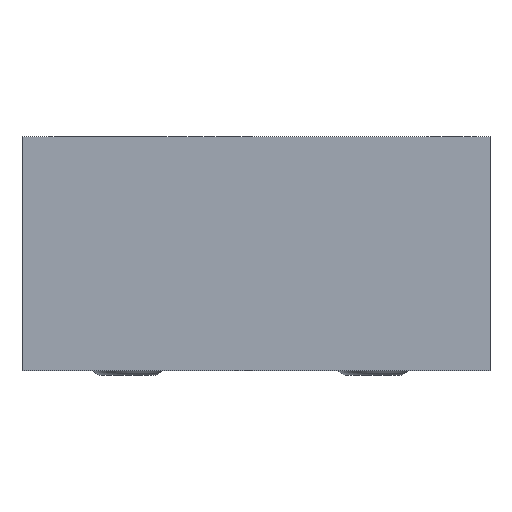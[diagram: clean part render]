
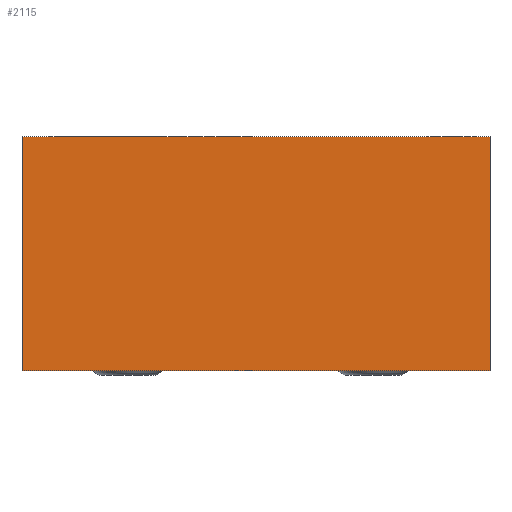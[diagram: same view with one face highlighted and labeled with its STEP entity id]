
A CAD part, front view. The second image highlights one B-rep face of the part: STEP entity #2115.
In plain terms, the highlighted planar face has unit normal (0, -1, 0).
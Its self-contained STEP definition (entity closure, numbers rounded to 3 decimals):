
#240=DIRECTION('',(0.,0.,-1.));
#241=VECTOR('',#240,31.75);
#242=CARTESIAN_POINT('',(-31.75,-23.114,15.875));
#243=LINE('',#242,#241);
#244=DIRECTION('',(-1.,0.,0.));
#245=VECTOR('',#244,63.5);
#246=CARTESIAN_POINT('',(31.75,-23.114,15.875));
#247=LINE('',#246,#245);
#248=DIRECTION('',(0.,0.,1.));
#249=VECTOR('',#248,31.75);
#250=CARTESIAN_POINT('',(31.75,-23.114,-15.875));
#251=LINE('',#250,#249);
#252=DIRECTION('',(1.,0.,0.));
#253=VECTOR('',#252,63.5);
#254=CARTESIAN_POINT('',(-31.75,-23.114,-15.875));
#255=LINE('',#254,#253);
#1808=CARTESIAN_POINT('',(-31.75,-23.114,15.875));
#1809=CARTESIAN_POINT('',(-31.75,-23.114,-15.875));
#1810=VERTEX_POINT('',#1808);
#1811=VERTEX_POINT('',#1809);
#1812=CARTESIAN_POINT('',(31.75,-23.114,-15.875));
#1813=VERTEX_POINT('',#1812);
#1814=CARTESIAN_POINT('',(31.75,-23.114,15.875));
#1815=VERTEX_POINT('',#1814);
#2104=CARTESIAN_POINT('',(0.,-23.114,0.));
#2105=DIRECTION('',(0.,-1.,0.));
#2106=DIRECTION('',(1.,0.,0.));
#2107=AXIS2_PLACEMENT_3D('',#2104,#2105,#2106);
#2108=PLANE('',#2107);
#2109=ORIENTED_EDGE('',*,*,#2002,.F.);
#2110=ORIENTED_EDGE('',*,*,#2023,.F.);
#2111=ORIENTED_EDGE('',*,*,#2055,.F.);
#2112=ORIENTED_EDGE('',*,*,#2074,.F.);
#2113=EDGE_LOOP('',(#2109,#2110,#2111,#2112));
#2114=FACE_OUTER_BOUND('',#2113,.F.);
#2115=ADVANCED_FACE('',(#2114),#2108,.T.);
#2002=EDGE_CURVE('',#1810,#1811,#243,.T.);
#2023=EDGE_CURVE('',#1815,#1810,#247,.T.);
#2055=EDGE_CURVE('',#1813,#1815,#251,.T.);
#2074=EDGE_CURVE('',#1811,#1813,#255,.T.);
